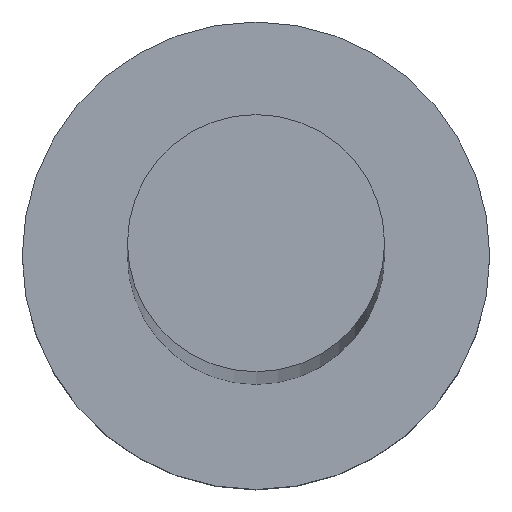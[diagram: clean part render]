
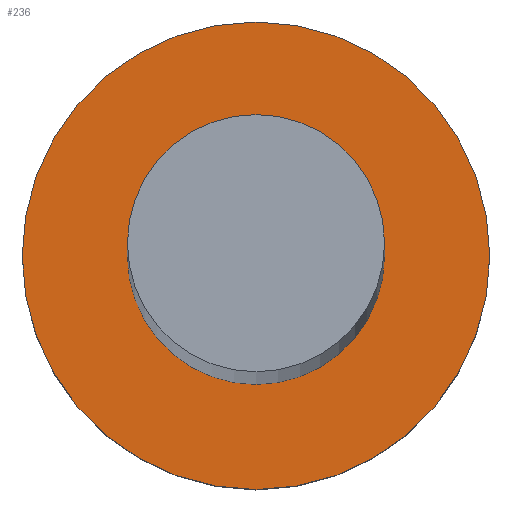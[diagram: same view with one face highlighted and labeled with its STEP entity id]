
A CAD part, top view. The second image highlights one B-rep face of the part: STEP entity #236.
In plain terms, the highlighted planar face has unit normal (0, 0, 1).
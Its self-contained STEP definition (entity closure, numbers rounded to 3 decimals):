
#2 = DIRECTION ( 'NONE',  ( 1., 0., 0. ) ) ;
#3 = AXIS2_PLACEMENT_3D ( 'NONE', #26, #27, #184 ) ;
#4 = DIRECTION ( 'NONE',  ( 1., 0., 0. ) ) ;
#8 = CIRCLE ( 'NONE', #130, 2.75 ) ;
#11 = ORIENTED_EDGE ( 'NONE', *, *, #61, .F. ) ;
#19 = CARTESIAN_POINT ( 'NONE',  ( 0., 0., 5. ) ) ;
#21 = CARTESIAN_POINT ( 'NONE',  ( 0., 0., 5. ) ) ;
#23 = CIRCLE ( 'NONE', #167, 2.75 ) ;
#26 = CARTESIAN_POINT ( 'NONE',  ( 0., 0., 5. ) ) ;
#27 = DIRECTION ( 'NONE',  ( 0., 0., 1. ) ) ;
#32 = ORIENTED_EDGE ( 'NONE', *, *, #157, .T. ) ;
#33 = EDGE_CURVE ( 'NONE', #193, #81, #8, .T. ) ;
#34 = CARTESIAN_POINT ( 'NONE',  ( -2.75, 0., 5. ) ) ;
#47 = EDGE_CURVE ( 'NONE', #129, #102, #60, .T. ) ;
#51 = DIRECTION ( 'NONE',  ( 1., 0., 0. ) ) ;
#53 = DIRECTION ( 'NONE',  ( 0., 0., 1. ) ) ;
#60 = CIRCLE ( 'NONE', #185, 5. ) ;
#61 = EDGE_CURVE ( 'NONE', #81, #193, #23, .T. ) ;
#80 = EDGE_LOOP ( 'NONE', ( #11, #176 ) ) ;
#81 = VERTEX_POINT ( 'NONE', #34 ) ;
#88 = DIRECTION ( 'NONE',  ( 0., 0., 1. ) ) ;
#93 = CARTESIAN_POINT ( 'NONE',  ( -5., 0., 5. ) ) ;
#101 = EDGE_LOOP ( 'NONE', ( #221, #32 ) ) ;
#102 = VERTEX_POINT ( 'NONE', #196 ) ;
#114 = CARTESIAN_POINT ( 'NONE',  ( 0., 0., 5. ) ) ;
#119 = FACE_OUTER_BOUND ( 'NONE', #101, .T. ) ;
#129 = VERTEX_POINT ( 'NONE', #93 ) ;
#130 = AXIS2_PLACEMENT_3D ( 'NONE', #21, #88, #2 ) ;
#138 = CARTESIAN_POINT ( 'NONE',  ( 2.75, 0., 5. ) ) ;
#155 = DIRECTION ( 'NONE',  ( 0., 0., 1. ) ) ;
#157 = EDGE_CURVE ( 'NONE', #102, #129, #163, .T. ) ;
#159 = DIRECTION ( 'NONE',  ( 0., 0., 1. ) ) ;
#163 = CIRCLE ( 'NONE', #225, 5. ) ;
#166 = FACE_BOUND ( 'NONE', #80, .T. ) ;
#167 = AXIS2_PLACEMENT_3D ( 'NONE', #235, #53, #51 ) ;
#176 = ORIENTED_EDGE ( 'NONE', *, *, #33, .F. ) ;
#184 = DIRECTION ( 'NONE',  ( 1., 0., 0. ) ) ;
#185 = AXIS2_PLACEMENT_3D ( 'NONE', #19, #155, #214 ) ;
#193 = VERTEX_POINT ( 'NONE', #138 ) ;
#196 = CARTESIAN_POINT ( 'NONE',  ( 5., 0., 5. ) ) ;
#214 = DIRECTION ( 'NONE',  ( 1., 0., 0. ) ) ;
#218 = PLANE ( 'NONE',  #3 ) ;
#221 = ORIENTED_EDGE ( 'NONE', *, *, #47, .T. ) ;
#225 = AXIS2_PLACEMENT_3D ( 'NONE', #114, #159, #4 ) ;
#235 = CARTESIAN_POINT ( 'NONE',  ( 0., 0., 5. ) ) ;
#236 = ADVANCED_FACE ( 'NONE', ( #166, #119 ), #218, .T. ) ;
